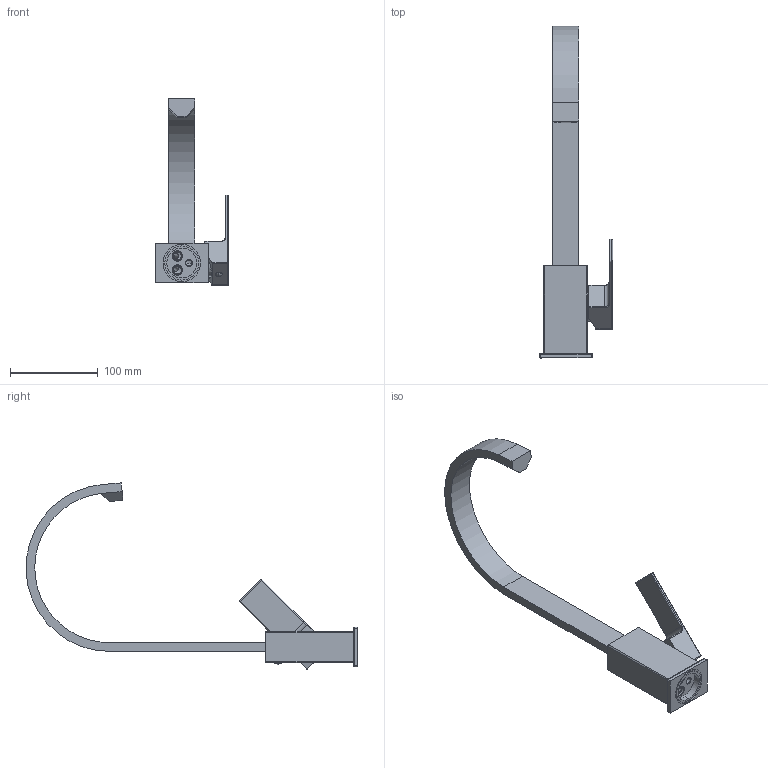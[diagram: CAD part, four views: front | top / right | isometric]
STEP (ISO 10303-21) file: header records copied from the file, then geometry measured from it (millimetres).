
FILE_DESCRIPTION((''),'2;1');
FILE_NAME('EL880CR','2021-01-14T11:13:27',('ut3'),('PAFFONI SpA'),'CREO PARAMETRIC BY PTC INC, 2020044','CREO PARAMETRIC BY PTC INC, 2020044','');
FILE_SCHEMA(('CONFIG_CONTROL_DESIGN','SHAPE_APPEARANCE_LAYERS_GROUPS'));
Length unit declared in the file: millimetre
Products named in the file (1): EL880CR
Bounding box: 83.28 x 377.91 x 212.23 mm (x, y, z)
Volume: 325432.5 mm3; surface area: 89817.9 mm2
Topology: 2 solids, 2 shells, 293 faces, 701 edges, 424 vertices
Faces by surface type: cylinder 119, plane 88, cone 60, sphere 14, torus 6, bspline 6
Entity records: 12069 total; most frequent: CARTESIAN_POINT 3214, DIRECTION 1457, ORIENTED_EDGE 1366, EDGE_CURVE 683, AXIS2_PLACEMENT_3D 564, VERTEX_POINT 424, VECTOR 329, LINE 329
